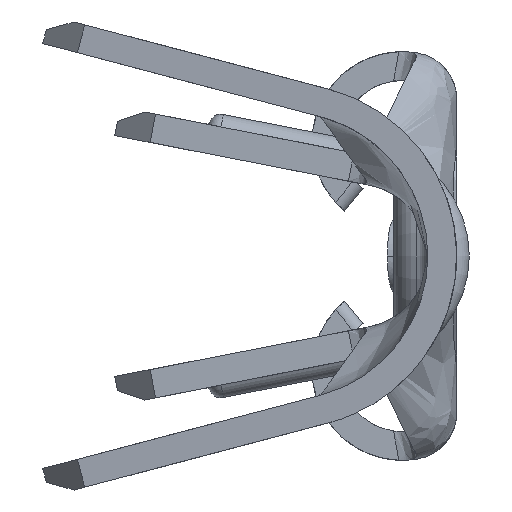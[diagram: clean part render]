
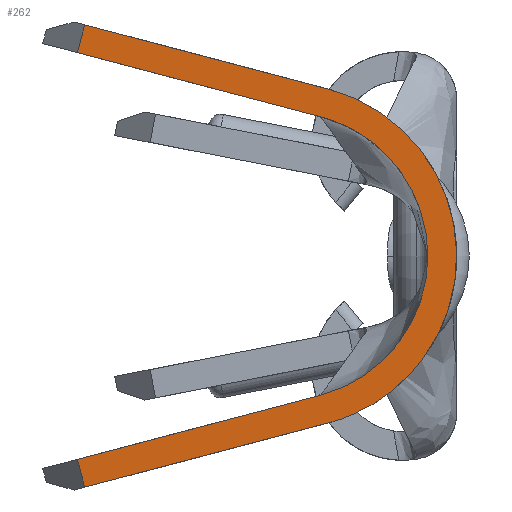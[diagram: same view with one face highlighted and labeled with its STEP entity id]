
A CAD part, left-side view. The second image highlights one B-rep face of the part: STEP entity #262.
In plain terms, the highlighted planar face has unit normal (-0.996, 0.087, 0).
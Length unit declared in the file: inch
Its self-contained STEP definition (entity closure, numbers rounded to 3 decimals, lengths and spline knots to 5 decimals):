
#183 = DIRECTION ( 'NONE',  ( -0.022, -0.255, -0.967 ) ) ;
#233 = DIRECTION ( 'NONE',  ( 0.084, 0.964, -0.254 ) ) ;
#262 = ADVANCED_FACE ( 'NONE', ( #5522 ), #5463, .F. ) ;
#301 = ORIENTED_EDGE ( 'NONE', *, *, #8044, .T. ) ;
#394 = VERTEX_POINT ( 'NONE', #3998 ) ;
#471 = CARTESIAN_POINT ( 'NONE',  ( -0.62839, 0.04061, 0.07736 ) ) ;
#814 = CARTESIAN_POINT ( 'NONE',  ( -0.62808, 0.04414, 0.09484 ) ) ;
#888 = ORIENTED_EDGE ( 'NONE', *, *, #7557, .F. ) ;
#933 = AXIS2_PLACEMENT_3D ( 'NONE', #5430, #5557, #5716 ) ;
#978 = CARTESIAN_POINT ( 'NONE',  ( -0.6121, 0.22673, -0.08047 ) ) ;
#1120 = VERTEX_POINT ( 'NONE', #1810 ) ;
#1479 = VECTOR ( 'NONE', #233, 39.37008 ) ;
#1524 = CARTESIAN_POINT ( 'NONE',  ( -0.62839, 0.04061, 0.07736 ) ) ;
#1810 = CARTESIAN_POINT ( 'NONE',  ( -0.62874, 0.03653, -0.09283 ) ) ;
#2037 = LINE ( 'NONE', #8937, #5455 ) ;
#2163 = EDGE_LOOP ( 'NONE', ( #5657, #4899, #888, #9079, #6853, #301, #7052, #2776 ) ) ;
#2260 = LINE ( 'NONE', #814, #3953 ) ;
#2285 = CARTESIAN_POINT ( 'NONE',  ( -0.61692, 0.17165, 0.12845 ) ) ;
#2360 = CARTESIAN_POINT ( 'NONE',  ( -0.63914, -0.08237, 0.06148 ) ) ;
#2619 = CARTESIAN_POINT ( 'NONE',  ( -0.62772, 0.04819, -0.07936 ) ) ;
#2776 = ORIENTED_EDGE ( 'NONE', *, *, #7746, .F. ) ;
#2961 = CARTESIAN_POINT ( 'NONE',  ( -0.61656, 0.17573, 0.11298 ) ) ;
#3206 = CARTESIAN_POINT ( 'NONE',  ( -0.61692, 0.17165, -0.12845 ) ) ;
#3257 = VERTEX_POINT ( 'NONE', #3206 ) ;
#3349 = DIRECTION ( 'NONE',  ( -0.084, -0.964, 0.254 ) ) ;
#3736 = LINE ( 'NONE', #978, #9080 ) ;
#3815 = CARTESIAN_POINT ( 'NONE',  ( -0.62874, 0.03653, -0.09283 ) ) ;
#3852 = VERTEX_POINT ( 'NONE', #2961 ) ;
#3953 = VECTOR ( 'NONE', #5167, 39.37008 ) ;
#3967 =( BOUNDED_CURVE ( )  B_SPLINE_CURVE ( 3, ( #5982, #2360, #8170, #3815 ),
 .UNSPECIFIED., .F., .T. ) 
 B_SPLINE_CURVE_WITH_KNOTS ( ( 4, 4 ),
 ( 4.97016, 7.59621 ),
 .UNSPECIFIED. ) 
 CURVE ( )  GEOMETRIC_REPRESENTATION_ITEM ( )  RATIONAL_B_SPLINE_CURVE ( ( 1., 0.503, 0.503, 1. ) ) 
 REPRESENTATION_ITEM ( '' )  );
#3998 = CARTESIAN_POINT ( 'NONE',  ( -0.61656, 0.17573, -0.11298 ) ) ;
#4104 = CARTESIAN_POINT ( 'NONE',  ( -0.63705, -0.05848, -0.05123 ) ) ;
#4169 = CARTESIAN_POINT ( 'NONE',  ( -0.62772, 0.04819, 0.07936 ) ) ;
#4555 = DIRECTION ( 'NONE',  ( 0.022, 0.255, -0.967 ) ) ;
#4832 = CARTESIAN_POINT ( 'NONE',  ( -0.63705, -0.05848, 0.05123 ) ) ;
#4898 = CARTESIAN_POINT ( 'NONE',  ( -0.62839, 0.04061, -0.07736 ) ) ;
#4899 = ORIENTED_EDGE ( 'NONE', *, *, #8030, .T. ) ;
#4903 = DIRECTION ( 'NONE',  ( 0.084, 0.964, 0.254 ) ) ;
#5081 = VERTEX_POINT ( 'NONE', #1524 ) ;
#5097 = LINE ( 'NONE', #5388, #1479 ) ;
#5167 = DIRECTION ( 'NONE',  ( -0.084, -0.964, -0.254 ) ) ;
#5388 = CARTESIAN_POINT ( 'NONE',  ( -0.62808, 0.04414, -0.09484 ) ) ;
#5430 = CARTESIAN_POINT ( 'NONE',  ( -0.635, -0.035, -0.15 ) ) ;
#5455 = VECTOR ( 'NONE', #183, 39.37008 ) ;
#5463 = PLANE ( 'NONE',  #933 ) ;
#5522 = FACE_OUTER_BOUND ( 'NONE', #2163, .T. ) ;
#5557 = DIRECTION ( 'NONE',  ( 0.996, -0.087, 0. ) ) ;
#5657 = ORIENTED_EDGE ( 'NONE', *, *, #7714, .F. ) ;
#5716 = DIRECTION ( 'NONE',  ( 0.087, 0.996, 0. ) ) ;
#5882 = VERTEX_POINT ( 'NONE', #7051 ) ;
#5982 = CARTESIAN_POINT ( 'NONE',  ( -0.62874, 0.03653, 0.09283 ) ) ;
#6019 = VECTOR ( 'NONE', #3349, 39.37008 ) ;
#6853 = ORIENTED_EDGE ( 'NONE', *, *, #7980, .F. ) ;
#7051 = CARTESIAN_POINT ( 'NONE',  ( -0.62874, 0.03653, 0.09283 ) ) ;
#7052 = ORIENTED_EDGE ( 'NONE', *, *, #7839, .F. ) ;
#7274 = VECTOR ( 'NONE', #4903, 39.37008 ) ;
#7475 = EDGE_CURVE ( 'NONE', #5882, #1120, #3967, .T. ) ;
#7557 = EDGE_CURVE ( 'NONE', #1120, #3257, #5097, .T. ) ;
#7714 = EDGE_CURVE ( 'NONE', #394, #8827, #7943, .T. ) ;
#7746 = EDGE_CURVE ( 'NONE', #8827, #5081, #8335, .T. ) ;
#7839 = EDGE_CURVE ( 'NONE', #5081, #3852, #9200, .T. ) ;
#7943 = LINE ( 'NONE', #2619, #6019 ) ;
#7980 = EDGE_CURVE ( 'NONE', #9091, #5882, #2260, .T. ) ;
#8030 = EDGE_CURVE ( 'NONE', #394, #3257, #2037, .T. ) ;
#8044 = EDGE_CURVE ( 'NONE', #9091, #3852, #3736, .T. ) ;
#8170 = CARTESIAN_POINT ( 'NONE',  ( -0.63914, -0.08237, -0.06148 ) ) ;
#8335 =( BOUNDED_CURVE ( )  B_SPLINE_CURVE ( 3, ( #8454, #4104, #4832, #471 ),
 .UNSPECIFIED., .F., .T. ) 
 B_SPLINE_CURVE_WITH_KNOTS ( ( 4, 4 ),
 ( 4.97016, 7.59621 ),
 .UNSPECIFIED. ) 
 CURVE ( )  GEOMETRIC_REPRESENTATION_ITEM ( )  RATIONAL_B_SPLINE_CURVE ( ( 1., 0.503, 0.503, 1. ) ) 
 REPRESENTATION_ITEM ( '' )  );
#8454 = CARTESIAN_POINT ( 'NONE',  ( -0.62839, 0.04061, -0.07736 ) ) ;
#8827 = VERTEX_POINT ( 'NONE', #4898 ) ;
#8937 = CARTESIAN_POINT ( 'NONE',  ( -0.61857, 0.15282, -0.19989 ) ) ;
#9079 = ORIENTED_EDGE ( 'NONE', *, *, #7475, .F. ) ;
#9080 = VECTOR ( 'NONE', #4555, 39.37008 ) ;
#9091 = VERTEX_POINT ( 'NONE', #2285 ) ;
#9200 = LINE ( 'NONE', #4169, #7274 ) ;
